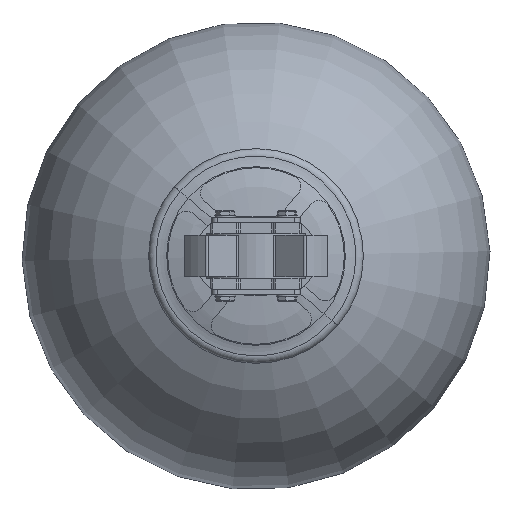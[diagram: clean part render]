
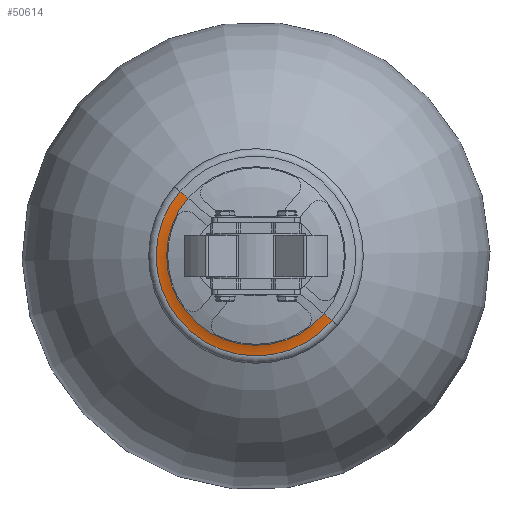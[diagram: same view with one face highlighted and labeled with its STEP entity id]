
A CAD part, front view. The second image highlights one B-rep face of the part: STEP entity #50614.
In plain terms, the highlighted toroidal (fillet/blend) face has major radius 96.618 mm and minor radius 45 mm.
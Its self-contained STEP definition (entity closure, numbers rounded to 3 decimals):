
#427 = TOROIDAL_SURFACE ( 'NONE', #41091, 96.618, 45. ) ;
#3742 = CARTESIAN_POINT ( 'NONE',  ( -68.943, 273.238, 58.626 ) ) ;
#7201 = VERTEX_POINT ( 'NONE', #55832 ) ;
#7429 = AXIS2_PLACEMENT_3D ( 'NONE', #20152, #49339, #35793 ) ;
#7708 = EDGE_LOOP ( 'NONE', ( #64707, #65746, #73197, #69360 ) ) ;
#10735 = AXIS2_PLACEMENT_3D ( 'NONE', #22081, #41578, #47911 ) ;
#19726 = VERTEX_POINT ( 'NONE', #76515 ) ;
#20152 = CARTESIAN_POINT ( 'NONE',  ( -73.604, 228.656, 62.59 ) ) ;
#22081 = CARTESIAN_POINT ( 'NONE',  ( 0., 270.82, 0. ) ) ;
#25424 = DIRECTION ( 'NONE',  ( 0.762, 0., -0.648 ) ) ;
#28165 = CARTESIAN_POINT ( 'NONE',  ( 0., 273.238, 0. ) ) ;
#28334 = CIRCLE ( 'NONE', #47323, 45. ) ;
#35142 = EDGE_CURVE ( 'NONE', #19726, #7201, #28334, .T. ) ;
#35793 = DIRECTION ( 'NONE',  ( -0.762, 0., 0.648 ) ) ;
#40945 = CARTESIAN_POINT ( 'NONE',  ( -61.627, 270.82, 52.405 ) ) ;
#40969 = VERTEX_POINT ( 'NONE', #3742 ) ;
#41091 = AXIS2_PLACEMENT_3D ( 'NONE', #43638, #56406, #63609 ) ;
#41578 = DIRECTION ( 'NONE',  ( 0., 1., 0. ) ) ;
#43638 = CARTESIAN_POINT ( 'NONE',  ( 0., 228.656, 0. ) ) ;
#44374 = EDGE_CURVE ( 'NONE', #19726, #40969, #83247, .T. ) ;
#45318 = EDGE_CURVE ( 'NONE', #40969, #78545, #73865, .T. ) ;
#47242 = DIRECTION ( 'NONE',  ( -0.762, 0., 0.648 ) ) ;
#47323 = AXIS2_PLACEMENT_3D ( 'NONE', #63634, #82376, #25424 ) ;
#47911 = DIRECTION ( 'NONE',  ( -0.762, 0., 0.648 ) ) ;
#49339 = DIRECTION ( 'NONE',  ( -0.648, 0., -0.762 ) ) ;
#50614 = ADVANCED_FACE ( 'NONE', ( #51254 ), #427, .F. ) ;
#51254 = FACE_OUTER_BOUND ( 'NONE', #7708, .T. ) ;
#54725 = AXIS2_PLACEMENT_3D ( 'NONE', #28165, #69210, #47242 ) ;
#55832 = CARTESIAN_POINT ( 'NONE',  ( 61.627, 270.82, -52.405 ) ) ;
#56406 = DIRECTION ( 'NONE',  ( 0., 1., 0. ) ) ;
#61711 = EDGE_CURVE ( 'NONE', #7201, #78545, #71747, .T. ) ;
#63609 = DIRECTION ( 'NONE',  ( -0.762, 0., 0.648 ) ) ;
#63634 = CARTESIAN_POINT ( 'NONE',  ( 73.604, 228.656, -62.59 ) ) ;
#64707 = ORIENTED_EDGE ( 'NONE', *, *, #44374, .F. ) ;
#65746 = ORIENTED_EDGE ( 'NONE', *, *, #35142, .T. ) ;
#69210 = DIRECTION ( 'NONE',  ( 0., 1., 0. ) ) ;
#69360 = ORIENTED_EDGE ( 'NONE', *, *, #45318, .F. ) ;
#71747 = CIRCLE ( 'NONE', #10735, 80.897 ) ;
#73197 = ORIENTED_EDGE ( 'NONE', *, *, #61711, .T. ) ;
#73865 = CIRCLE ( 'NONE', #7429, 45. ) ;
#76515 = CARTESIAN_POINT ( 'NONE',  ( 68.943, 273.238, -58.626 ) ) ;
#78545 = VERTEX_POINT ( 'NONE', #40945 ) ;
#82376 = DIRECTION ( 'NONE',  ( 0.648, 0., 0.762 ) ) ;
#83247 = CIRCLE ( 'NONE', #54725, 90.5 ) ;
